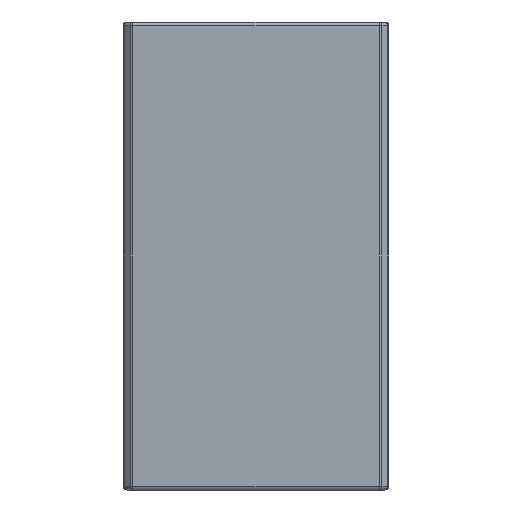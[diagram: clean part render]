
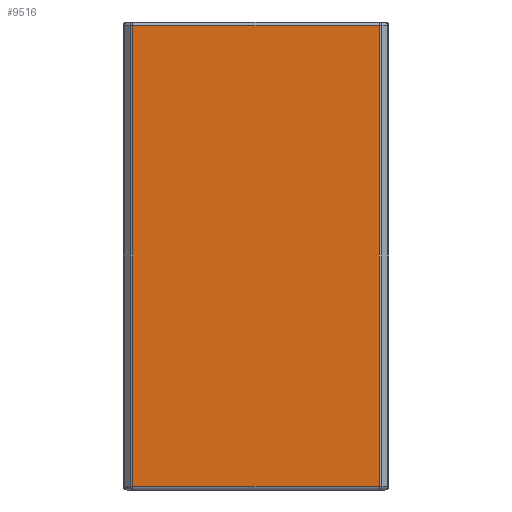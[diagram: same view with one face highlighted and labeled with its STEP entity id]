
A CAD part, left-side view. The second image highlights one B-rep face of the part: STEP entity #9516.
In plain terms, the highlighted planar face has unit normal (-1, 0, 0).
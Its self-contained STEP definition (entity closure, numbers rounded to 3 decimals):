
#326 = DIRECTION ( 'NONE',  ( 0., 1., 0. ) ) ;
#367 = CARTESIAN_POINT ( 'NONE',  ( -0.52, 0.01, -0.3 ) ) ;
#441 = VECTOR ( 'NONE', #856, 1000. ) ;
#492 = LINE ( 'NONE', #12198, #1375 ) ;
#717 = CARTESIAN_POINT ( 'NONE',  ( -0.52, 0.328, -0.295 ) ) ;
#856 = DIRECTION ( 'NONE',  ( 0., 0., 1. ) ) ;
#918 = AXIS2_PLACEMENT_3D ( 'NONE', #367, #1320, #7940 ) ;
#1007 = EDGE_CURVE ( 'NONE', #4266, #9472, #5353, .T. ) ;
#1014 = DIRECTION ( 'NONE',  ( 0., 0., -1. ) ) ;
#1247 = ORIENTED_EDGE ( 'NONE', *, *, #11265, .T. ) ;
#1320 = DIRECTION ( 'NONE',  ( -1., 0., 0. ) ) ;
#1375 = VECTOR ( 'NONE', #1014, 1000. ) ;
#1704 = DIRECTION ( 'NONE',  ( 0., -1., 0. ) ) ;
#2931 = LINE ( 'NONE', #11223, #441 ) ;
#3196 = ORIENTED_EDGE ( 'NONE', *, *, #10286, .T. ) ;
#3551 = VECTOR ( 'NONE', #1704, 1000. ) ;
#3773 = FACE_OUTER_BOUND ( 'NONE', #6027, .T. ) ;
#4206 = CARTESIAN_POINT ( 'NONE',  ( -0.52, 0.33, 0.295 ) ) ;
#4266 = VERTEX_POINT ( 'NONE', #4841 ) ;
#4841 = CARTESIAN_POINT ( 'NONE',  ( -0.52, 0.012, 0.295 ) ) ;
#4920 = ORIENTED_EDGE ( 'NONE', *, *, #11335, .T. ) ;
#5353 = LINE ( 'NONE', #4206, #10084 ) ;
#6027 = EDGE_LOOP ( 'NONE', ( #4920, #6188, #3196, #1247 ) ) ;
#6188 = ORIENTED_EDGE ( 'NONE', *, *, #1007, .T. ) ;
#7388 = CARTESIAN_POINT ( 'NONE',  ( -0.52, 0.01, -0.295 ) ) ;
#7940 = DIRECTION ( 'NONE',  ( 0., 0., 1. ) ) ;
#8583 = LINE ( 'NONE', #7388, #3551 ) ;
#8680 = VERTEX_POINT ( 'NONE', #717 ) ;
#8835 = VERTEX_POINT ( 'NONE', #12146 ) ;
#9472 = VERTEX_POINT ( 'NONE', #10669 ) ;
#9516 = ADVANCED_FACE ( 'NONE', ( #3773 ), #11680, .T. ) ;
#10084 = VECTOR ( 'NONE', #326, 1000. ) ;
#10286 = EDGE_CURVE ( 'NONE', #9472, #8680, #492, .T. ) ;
#10669 = CARTESIAN_POINT ( 'NONE',  ( -0.52, 0.328, 0.295 ) ) ;
#11223 = CARTESIAN_POINT ( 'NONE',  ( -0.52, 0.012, -0.3 ) ) ;
#11265 = EDGE_CURVE ( 'NONE', #8680, #8835, #8583, .T. ) ;
#11335 = EDGE_CURVE ( 'NONE', #8835, #4266, #2931, .T. ) ;
#11680 = PLANE ( 'NONE',  #918 ) ;
#12146 = CARTESIAN_POINT ( 'NONE',  ( -0.52, 0.012, -0.295 ) ) ;
#12198 = CARTESIAN_POINT ( 'NONE',  ( -0.52, 0.328, -0.3 ) ) ;
